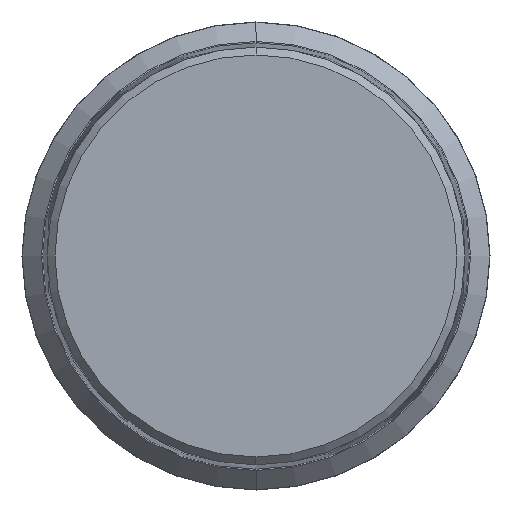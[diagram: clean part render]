
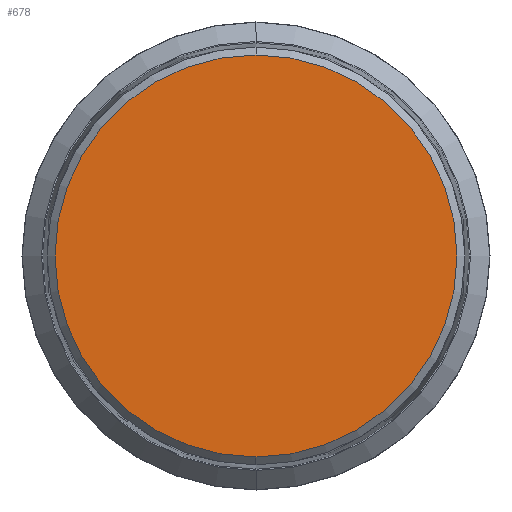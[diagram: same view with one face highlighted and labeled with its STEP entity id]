
A CAD part, front view. The second image highlights one B-rep face of the part: STEP entity #678.
In plain terms, the highlighted planar face has unit normal (0, -1, 0).
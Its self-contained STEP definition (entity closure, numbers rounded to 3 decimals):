
#678=ADVANCED_FACE('',(#1272),#1273,.T.);
#1272=FACE_OUTER_BOUND('',#1873,.T.);
#1273=PLANE('',#1874);
#1873=EDGE_LOOP('',(#3299,#3300));
#1874=AXIS2_PLACEMENT_3D('',#3301,#3302,#3303);
#3299=ORIENTED_EDGE('',*,*,#3818,.T.);
#3300=ORIENTED_EDGE('',*,*,#3846,.T.);
#3301=CARTESIAN_POINT('',(0.0,-10.0,3.865));
#3302=DIRECTION('',(0.0,-1.0,0.0));
#3303=DIRECTION('',(0.0,0.0,1.0));
#3818=EDGE_CURVE('',#4547,#4551,#4553,.T.);
#3846=EDGE_CURVE('',#4551,#4547,#4591,.T.);
#4547=VERTEX_POINT('',#5698);
#4551=VERTEX_POINT('',#5703);
#4553=CIRCLE('',#5706,7.731);
#4591=CIRCLE('',#5750,7.731);
#5698=CARTESIAN_POINT('',(0.0,-10.0,7.731));
#5703=CARTESIAN_POINT('',(0.,-10.0,-7.731));
#5706=AXIS2_PLACEMENT_3D('',#6428,#6429,#6430);
#5750=AXIS2_PLACEMENT_3D('',#6470,#6471,#6472);
#6428=CARTESIAN_POINT('',(0.0,-10.0,0.0));
#6429=DIRECTION('',(0.0,-1.0,0.0));
#6430=DIRECTION('',(0.0,0.0,1.0));
#6470=CARTESIAN_POINT('',(0.0,-10.0,0.0));
#6471=DIRECTION('',(0.0,-1.0,0.0));
#6472=DIRECTION('',(0.0,0.0,1.0));
